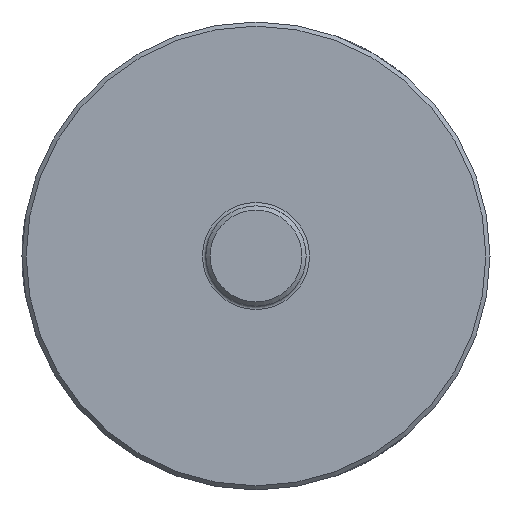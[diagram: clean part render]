
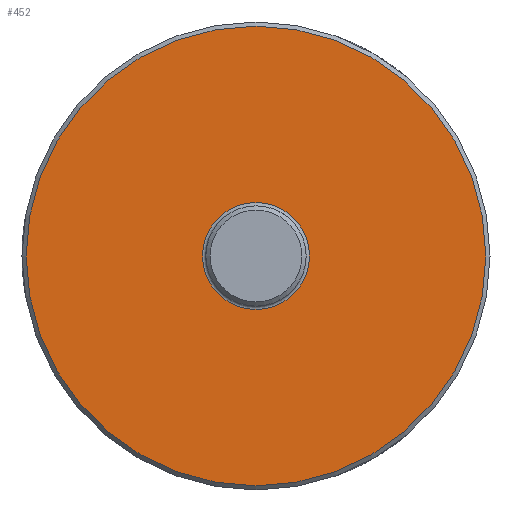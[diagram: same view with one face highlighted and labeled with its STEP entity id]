
A CAD part, left-side view. The second image highlights one B-rep face of the part: STEP entity #452.
In plain terms, the highlighted planar face has unit normal (-1, 0, 0).
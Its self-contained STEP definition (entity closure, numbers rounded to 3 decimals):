
#21=PLANE('',#511);
#27=FACE_BOUND('',#96,.T.);
#64=FACE_OUTER_BOUND('',#95,.T.);
#95=EDGE_LOOP('',(#378));
#96=EDGE_LOOP('',(#379));
#125=CIRCLE('',#509,6.4);
#127=CIRCLE('',#512,27.5);
#225=VERTEX_POINT('',#1064);
#226=VERTEX_POINT('',#1069);
#282=EDGE_CURVE('',#225,#225,#125,.T.);
#284=EDGE_CURVE('',#226,#226,#127,.T.);
#378=ORIENTED_EDGE('',*,*,#284,.F.);
#379=ORIENTED_EDGE('',*,*,#282,.F.);
#452=ADVANCED_FACE('',(#64,#27),#21,.T.);
#509=AXIS2_PLACEMENT_3D('',#1066,#614,#615);
#511=AXIS2_PLACEMENT_3D('',#1068,#618,#619);
#512=AXIS2_PLACEMENT_3D('',#1070,#620,#621);
#614=DIRECTION('center_axis',(-1.,0.,0.));
#615=DIRECTION('ref_axis',(0.,-1.,0.));
#618=DIRECTION('center_axis',(-1.,0.,0.));
#619=DIRECTION('ref_axis',(0.,0.,1.));
#620=DIRECTION('center_axis',(1.,0.,0.));
#621=DIRECTION('ref_axis',(0.,-1.,0.));
#1064=CARTESIAN_POINT('',(82.,0.,6.4));
#1066=CARTESIAN_POINT('Origin',(82.,0.,0.));
#1068=CARTESIAN_POINT('Origin',(82.,28.,0.));
#1069=CARTESIAN_POINT('',(82.,27.5,0.));
#1070=CARTESIAN_POINT('Origin',(82.,0.,0.));
